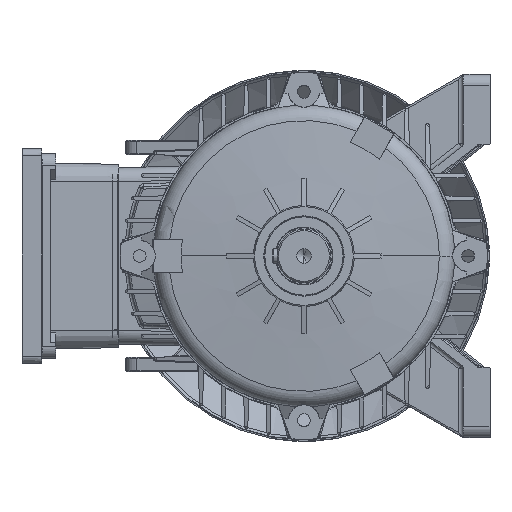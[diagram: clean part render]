
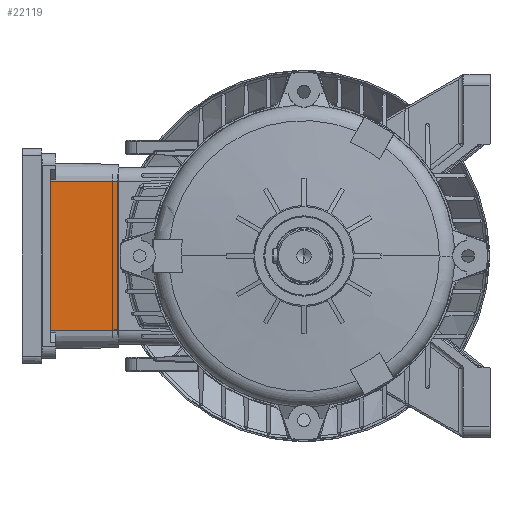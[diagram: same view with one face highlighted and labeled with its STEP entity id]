
A CAD part, left-side view. The second image highlights one B-rep face of the part: STEP entity #22119.
In plain terms, the highlighted face is planar.
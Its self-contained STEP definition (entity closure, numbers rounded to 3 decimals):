
#5892 = CARTESIAN_POINT ( 'NONE',  ( 12., 130., 0. ) ) ;
#14231 = DIRECTION ( 'NONE',  ( -1., 0., 0. ) ) ;
#22119 = ADVANCED_FACE ( 'NONE', ( #103695 ), #141325, .T. ) ;
#22319 = AXIS2_PLACEMENT_3D ( 'NONE', #66799, #142949, #116798 ) ;
#22535 = CARTESIAN_POINT ( 'NONE',  ( 118., 130., 0. ) ) ;
#24410 = VECTOR ( 'NONE', #41928, 1000. ) ;
#24518 = ORIENTED_EDGE ( 'NONE', *, *, #99445, .F. ) ;
#27871 = ORIENTED_EDGE ( 'NONE', *, *, #71171, .T. ) ;
#29842 = ORIENTED_EDGE ( 'NONE', *, *, #125510, .F. ) ;
#30441 = LINE ( 'NONE', #79596, #24410 ) ;
#34274 = VERTEX_POINT ( 'NONE', #22535 ) ;
#36987 = DIRECTION ( 'NONE',  ( -1., 0., 0. ) ) ;
#37275 = EDGE_LOOP ( 'NONE', ( #27871, #29842, #24518, #82846 ) ) ;
#37790 = CARTESIAN_POINT ( 'NONE',  ( 12., 130., 0. ) ) ;
#38604 = LINE ( 'NONE', #48493, #50799 ) ;
#41928 = DIRECTION ( 'NONE',  ( 0., -0.021, -1. ) ) ;
#48493 = CARTESIAN_POINT ( 'NONE',  ( 12., 130., 0. ) ) ;
#50799 = VECTOR ( 'NONE', #36987, 1000. ) ;
#61705 = VERTEX_POINT ( 'NONE', #140793 ) ;
#66373 = VERTEX_POINT ( 'NONE', #37790 ) ;
#66799 = CARTESIAN_POINT ( 'NONE',  ( 12., 130., 0. ) ) ;
#71171 = EDGE_CURVE ( 'NONE', #34274, #66373, #38604, .T. ) ;
#79596 = CARTESIAN_POINT ( 'NONE',  ( 118., 130., 0. ) ) ;
#82846 = ORIENTED_EDGE ( 'NONE', *, *, #87828, .T. ) ;
#87828 = EDGE_CURVE ( 'NONE', #128483, #34274, #30441, .T. ) ;
#93485 = LINE ( 'NONE', #5892, #139990 ) ;
#94279 = VECTOR ( 'NONE', #14231, 1000. ) ;
#99445 = EDGE_CURVE ( 'NONE', #128483, #61705, #126459, .T. ) ;
#103695 = FACE_OUTER_BOUND ( 'NONE', #37275, .T. ) ;
#116798 = DIRECTION ( 'NONE',  ( 0., 0.021, 1. ) ) ;
#119696 = CARTESIAN_POINT ( 'NONE',  ( 118., 131.016, 48.5 ) ) ;
#125510 = EDGE_CURVE ( 'NONE', #61705, #66373, #93485, .T. ) ;
#126459 = LINE ( 'NONE', #161672, #94279 ) ;
#128483 = VERTEX_POINT ( 'NONE', #119696 ) ;
#132776 = DIRECTION ( 'NONE',  ( 0., -0.021, -1. ) ) ;
#139990 = VECTOR ( 'NONE', #132776, 1000. ) ;
#140793 = CARTESIAN_POINT ( 'NONE',  ( 12., 131.016, 48.5 ) ) ;
#141325 = PLANE ( 'NONE',  #22319 ) ;
#142949 = DIRECTION ( 'NONE',  ( 0., 1., -0.021 ) ) ;
#161672 = CARTESIAN_POINT ( 'NONE',  ( 12., 131.016, 48.5 ) ) ;
